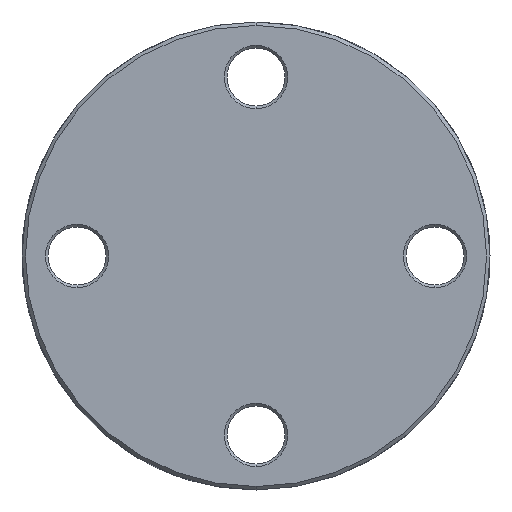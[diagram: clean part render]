
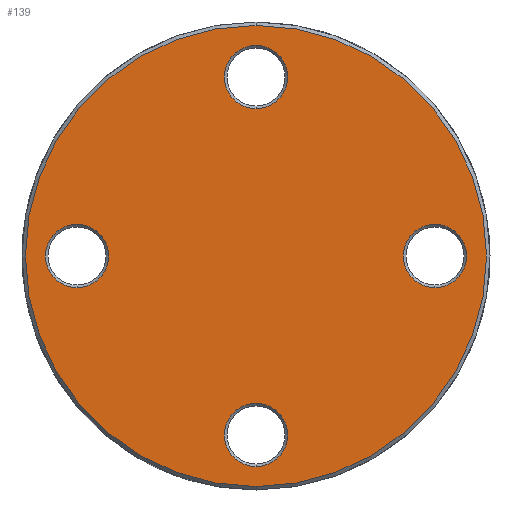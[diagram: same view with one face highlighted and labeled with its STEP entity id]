
A CAD part, front view. The second image highlights one B-rep face of the part: STEP entity #139.
In plain terms, the highlighted planar face has unit normal (0, -1, 0).
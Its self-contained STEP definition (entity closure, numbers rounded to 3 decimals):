
#1 = CARTESIAN_POINT ( 'NONE',  ( -20.65, 0., 0. ) ) ;
#5 = VERTEX_POINT ( 'NONE', #1084 ) ;
#6 = EDGE_CURVE ( 'NONE', #1154, #423, #57, .T. ) ;
#25 = DIRECTION ( 'NONE',  ( 0., 0., -1. ) ) ;
#30 = EDGE_CURVE ( 'NONE', #1024, #659, #1378, .T. ) ;
#57 = CIRCLE ( 'NONE', #77, 3.65 ) ;
#61 = AXIS2_PLACEMENT_3D ( 'NONE', #970, #305, #1068 ) ;
#65 = AXIS2_PLACEMENT_3D ( 'NONE', #1202, #552, #143 ) ;
#77 = AXIS2_PLACEMENT_3D ( 'NONE', #1, #1016, #202 ) ;
#89 = CARTESIAN_POINT ( 'NONE',  ( 0., 0., 0. ) ) ;
#102 = ORIENTED_EDGE ( 'NONE', *, *, #480, .T. ) ;
#137 = ORIENTED_EDGE ( 'NONE', *, *, #1356, .T. ) ;
#139 = ADVANCED_FACE ( 'NONE', ( #743, #1306, #705, #441, #156 ), #244, .T. ) ;
#143 = DIRECTION ( 'NONE',  ( 0., 0., -1. ) ) ;
#156 = FACE_OUTER_BOUND ( 'NONE', #1008, .T. ) ;
#202 = DIRECTION ( 'NONE',  ( 0., 0., -1. ) ) ;
#210 = CARTESIAN_POINT ( 'NONE',  ( 0., 0., -24.3 ) ) ;
#223 = EDGE_LOOP ( 'NONE', ( #694, #1353 ) ) ;
#240 = VERTEX_POINT ( 'NONE', #369 ) ;
#244 = PLANE ( 'NONE',  #1295 ) ;
#250 = DIRECTION ( 'NONE',  ( 0., 1., 0. ) ) ;
#297 = ORIENTED_EDGE ( 'NONE', *, *, #1240, .T. ) ;
#305 = DIRECTION ( 'NONE',  ( 0., 1., 0. ) ) ;
#336 = CIRCLE ( 'NONE', #503, 3.65 ) ;
#338 = EDGE_CURVE ( 'NONE', #1121, #1015, #489, .T. ) ;
#348 = AXIS2_PLACEMENT_3D ( 'NONE', #1023, #250, #919 ) ;
#356 = CIRCLE ( 'NONE', #1351, 3.65 ) ;
#369 = CARTESIAN_POINT ( 'NONE',  ( 20.65, 0., 3.65 ) ) ;
#371 = AXIS2_PLACEMENT_3D ( 'NONE', #1056, #738, #512 ) ;
#401 = EDGE_LOOP ( 'NONE', ( #600, #1141 ) ) ;
#411 = VERTEX_POINT ( 'NONE', #1321 ) ;
#415 = CARTESIAN_POINT ( 'NONE',  ( 0., 0., 17. ) ) ;
#423 = VERTEX_POINT ( 'NONE', #1345 ) ;
#435 = EDGE_CURVE ( 'NONE', #1015, #1121, #946, .T. ) ;
#441 = FACE_BOUND ( 'NONE', #223, .T. ) ;
#446 = CARTESIAN_POINT ( 'NONE',  ( 0., 0., -26.6 ) ) ;
#480 = EDGE_CURVE ( 'NONE', #240, #411, #356, .T. ) ;
#481 = DIRECTION ( 'NONE',  ( 0., 0., -1. ) ) ;
#489 = CIRCLE ( 'NONE', #348, 3.65 ) ;
#501 = EDGE_LOOP ( 'NONE', ( #1349, #297 ) ) ;
#503 = AXIS2_PLACEMENT_3D ( 'NONE', #1266, #613, #1371 ) ;
#504 = DIRECTION ( 'NONE',  ( 0., 1., 0. ) ) ;
#512 = DIRECTION ( 'NONE',  ( 0., 0., -1. ) ) ;
#517 = CARTESIAN_POINT ( 'NONE',  ( 20.65, 0., 0. ) ) ;
#552 = DIRECTION ( 'NONE',  ( 0., -1., 0. ) ) ;
#600 = ORIENTED_EDGE ( 'NONE', *, *, #435, .T. ) ;
#604 = AXIS2_PLACEMENT_3D ( 'NONE', #89, #1072, #481 ) ;
#613 = DIRECTION ( 'NONE',  ( 0., 1., 0. ) ) ;
#630 = DIRECTION ( 'NONE',  ( 0., 1., 0. ) ) ;
#653 = VERTEX_POINT ( 'NONE', #415 ) ;
#655 = AXIS2_PLACEMENT_3D ( 'NONE', #1158, #504, #1268 ) ;
#659 = VERTEX_POINT ( 'NONE', #1283 ) ;
#694 = ORIENTED_EDGE ( 'NONE', *, *, #6, .T. ) ;
#705 = FACE_BOUND ( 'NONE', #401, .T. ) ;
#711 = CARTESIAN_POINT ( 'NONE',  ( -20.65, 0., -3.65 ) ) ;
#738 = DIRECTION ( 'NONE',  ( 0., 1., 0. ) ) ;
#743 = FACE_BOUND ( 'NONE', #744, .T. ) ;
#744 = EDGE_LOOP ( 'NONE', ( #137, #102 ) ) ;
#834 = DIRECTION ( 'NONE',  ( 0., 0., -1. ) ) ;
#919 = DIRECTION ( 'NONE',  ( 0., 0., -1. ) ) ;
#941 = DIRECTION ( 'NONE',  ( 0., 1., 0. ) ) ;
#945 = CIRCLE ( 'NONE', #371, 3.65 ) ;
#946 = CIRCLE ( 'NONE', #1255, 3.65 ) ;
#963 = CIRCLE ( 'NONE', #604, 26.6 ) ;
#968 = ORIENTED_EDGE ( 'NONE', *, *, #1169, .T. ) ;
#970 = CARTESIAN_POINT ( 'NONE',  ( 20.65, 0., 0. ) ) ;
#977 = EDGE_CURVE ( 'NONE', #423, #1154, #945, .T. ) ;
#1008 = EDGE_LOOP ( 'NONE', ( #968, #1370 ) ) ;
#1015 = VERTEX_POINT ( 'NONE', #210 ) ;
#1016 = DIRECTION ( 'NONE',  ( 0., 1., 0. ) ) ;
#1020 = CARTESIAN_POINT ( 'NONE',  ( 0., 0., 0. ) ) ;
#1023 = CARTESIAN_POINT ( 'NONE',  ( 0., 0., -20.65 ) ) ;
#1024 = VERTEX_POINT ( 'NONE', #446 ) ;
#1056 = CARTESIAN_POINT ( 'NONE',  ( -20.65, 0., 0. ) ) ;
#1068 = DIRECTION ( 'NONE',  ( 0., 0., -1. ) ) ;
#1072 = DIRECTION ( 'NONE',  ( 0., -1., 0. ) ) ;
#1084 = CARTESIAN_POINT ( 'NONE',  ( 0., 0., 24.3 ) ) ;
#1121 = VERTEX_POINT ( 'NONE', #1354 ) ;
#1129 = DIRECTION ( 'NONE',  ( 0., -1., 0. ) ) ;
#1141 = ORIENTED_EDGE ( 'NONE', *, *, #338, .T. ) ;
#1154 = VERTEX_POINT ( 'NONE', #711 ) ;
#1158 = CARTESIAN_POINT ( 'NONE',  ( 0., 0., 20.65 ) ) ;
#1169 = EDGE_CURVE ( 'NONE', #659, #1024, #963, .T. ) ;
#1202 = CARTESIAN_POINT ( 'NONE',  ( 0., 0., 0. ) ) ;
#1240 = EDGE_CURVE ( 'NONE', #5, #653, #336, .T. ) ;
#1253 = EDGE_CURVE ( 'NONE', #653, #5, #1358, .T. ) ;
#1255 = AXIS2_PLACEMENT_3D ( 'NONE', #1365, #941, #834 ) ;
#1266 = CARTESIAN_POINT ( 'NONE',  ( 0., 0., 20.65 ) ) ;
#1268 = DIRECTION ( 'NONE',  ( 0., 0., -1. ) ) ;
#1281 = DIRECTION ( 'NONE',  ( 0., 0., -1. ) ) ;
#1283 = CARTESIAN_POINT ( 'NONE',  ( 0., 0., 26.6 ) ) ;
#1295 = AXIS2_PLACEMENT_3D ( 'NONE', #1020, #1129, #25 ) ;
#1306 = FACE_BOUND ( 'NONE', #501, .T. ) ;
#1321 = CARTESIAN_POINT ( 'NONE',  ( 20.65, 0., -3.65 ) ) ;
#1334 = CIRCLE ( 'NONE', #61, 3.65 ) ;
#1345 = CARTESIAN_POINT ( 'NONE',  ( -20.65, 0., 3.65 ) ) ;
#1349 = ORIENTED_EDGE ( 'NONE', *, *, #1253, .T. ) ;
#1351 = AXIS2_PLACEMENT_3D ( 'NONE', #517, #630, #1281 ) ;
#1353 = ORIENTED_EDGE ( 'NONE', *, *, #977, .T. ) ;
#1354 = CARTESIAN_POINT ( 'NONE',  ( 0., 0., -17. ) ) ;
#1356 = EDGE_CURVE ( 'NONE', #411, #240, #1334, .T. ) ;
#1358 = CIRCLE ( 'NONE', #655, 3.65 ) ;
#1365 = CARTESIAN_POINT ( 'NONE',  ( 0., 0., -20.65 ) ) ;
#1370 = ORIENTED_EDGE ( 'NONE', *, *, #30, .T. ) ;
#1371 = DIRECTION ( 'NONE',  ( 0., 0., -1. ) ) ;
#1378 = CIRCLE ( 'NONE', #65, 26.6 ) ;
